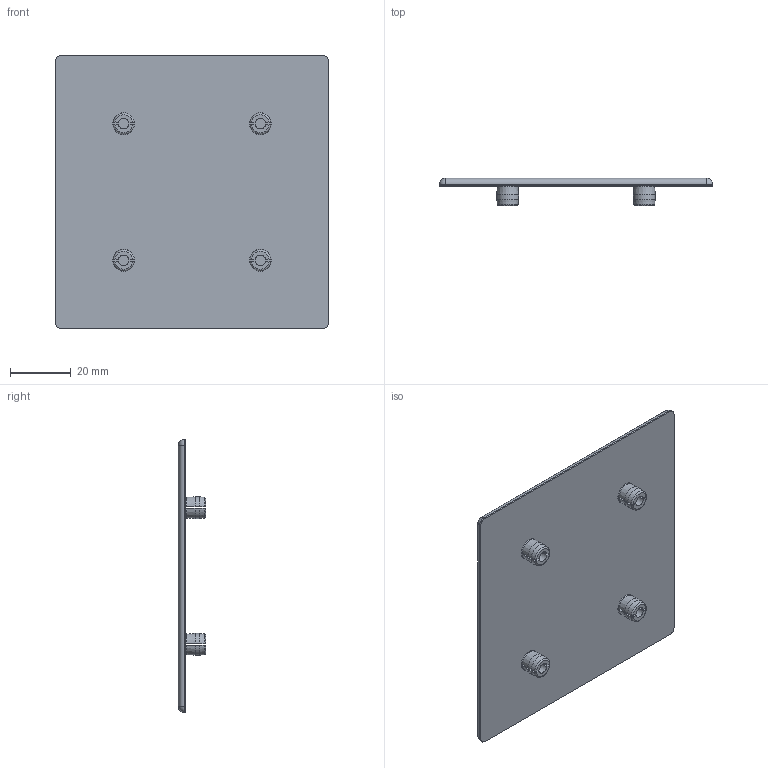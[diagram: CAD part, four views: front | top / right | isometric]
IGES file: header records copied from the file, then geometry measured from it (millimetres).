
Global section: file name: 229090.stp.ipt; native system: Autodesk Inventor 2014; preprocessor: unknown; author: zeman; date: 20151020.095830; units: millimetre
Bounding box: 90 x 8.99 x 90 mm (x, y, z)
Volume: 20651.7 mm3; surface area: 17748 mm2
Topology: 1 solids, 1 shells, 90 faces, 232 edges, 148 vertices
Faces by surface type: revolution 32, plane 22, cone 16, cylinder 16, sphere 4
